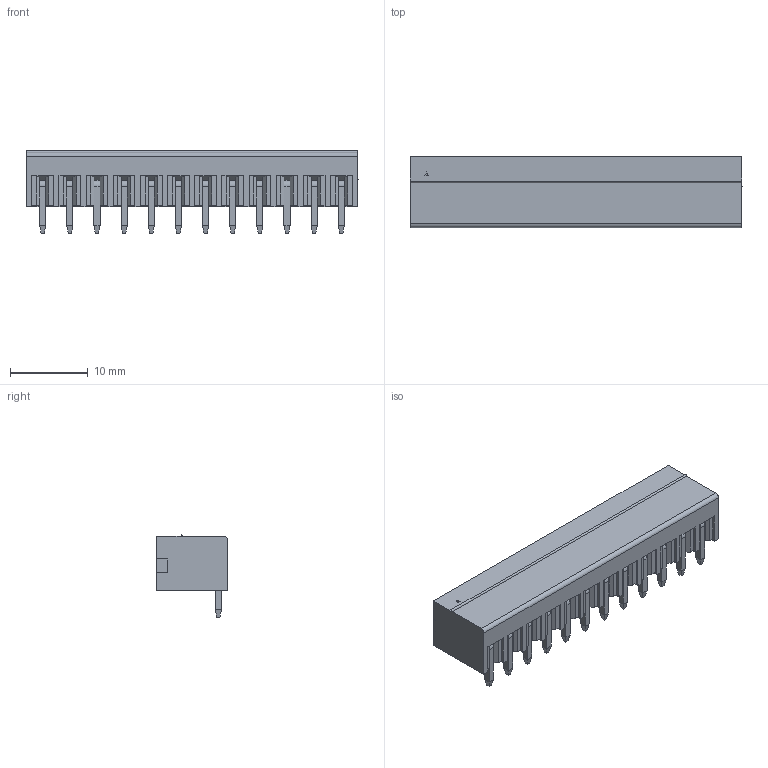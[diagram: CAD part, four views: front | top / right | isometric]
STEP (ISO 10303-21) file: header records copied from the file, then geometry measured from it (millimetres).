
FILE_DESCRIPTION (( 'STEP AP214' ), '1' );
FILE_NAME ('15EDGRC-3.5-12P-14-00AH.STEP', '2021-01-29T01:57:01', ( '' ), ( '' ), 'SwSTEP 2.0', 'SolidWorks 2020', '' );
FILE_SCHEMA (( 'AUTOMOTIVE_DESIGN' ));
Length unit declared in the file: millimetre
Products named in the file (1): 15EDGRC-3.5-12P-14-00AH
Bounding box: 42.8 x 9.2 x 10.6 mm (x, y, z)
Volume: 1204.3 mm3; surface area: 4147.4 mm2
Topology: 1 solids, 13 shells, 1204 faces, 3180 edges, 2064 vertices
Faces by surface type: plane 979, bspline 151, cylinder 38, torus 24, cone 12
Entity records: 49883 total; most frequent: CARTESIAN_POINT 15288, ORIENTED_EDGE 6360, DIRECTION 5146, EDGE_CURVE 3180, LINE 2718, VECTOR 2718, VERTEX_POINT 2064, EDGE_LOOP 1266
